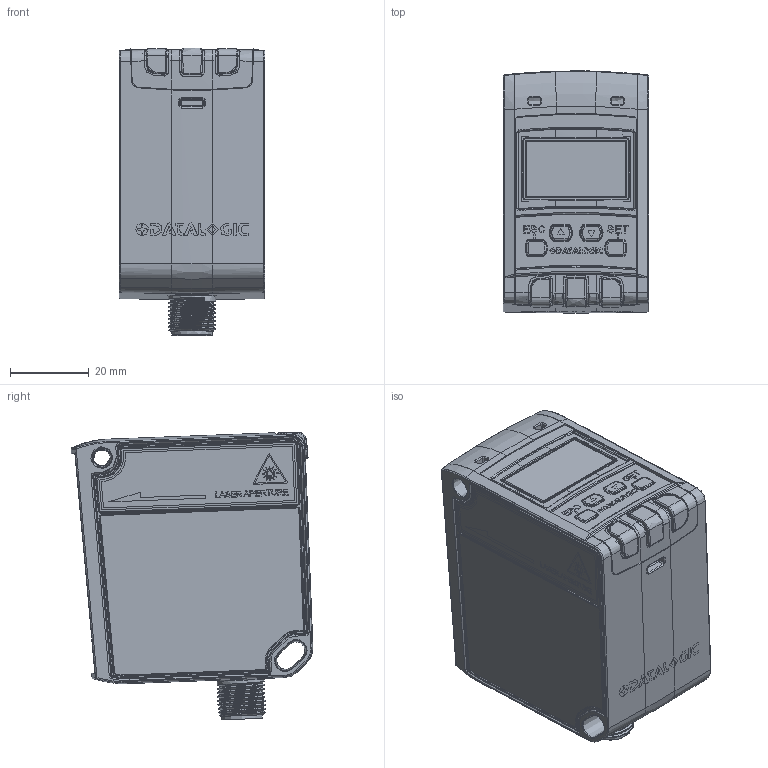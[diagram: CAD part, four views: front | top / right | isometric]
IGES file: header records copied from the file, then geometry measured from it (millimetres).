
Global section: file name: DSD-XXX1 _ S85-MH-5-Y13-IVC_Z TOF 20M.igs; native system: NX V7.5; preprocessor: SIEMENS PLM Software NX 7.5; date: 20130902.101109; units: millimetre
Bounding box: 37 x 61.35 x 73.02 mm (x, y, z)
Surface area: 23092.3 mm2 (no closed solid volume)
Topology: 0 solids, 0 shells, 781 faces, 5352 edges, 5316 vertices
Faces by surface type: bspline 778, offset 3
